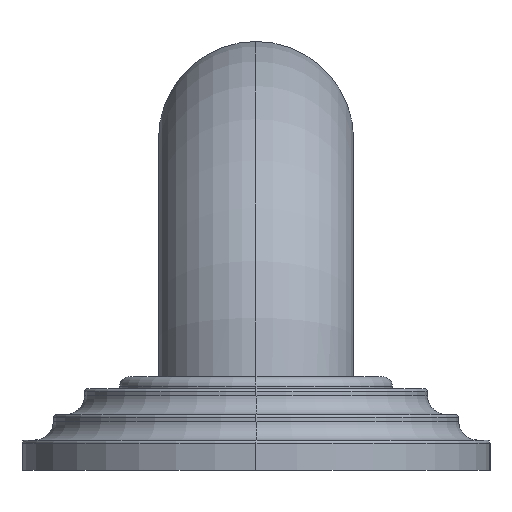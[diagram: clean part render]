
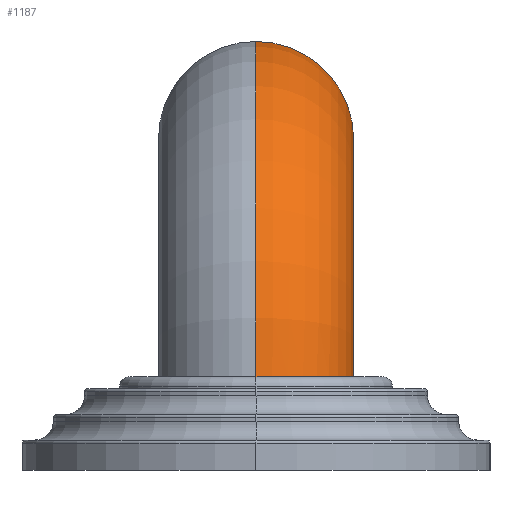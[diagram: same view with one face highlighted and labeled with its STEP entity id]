
A CAD part, left-side view. The second image highlights one B-rep face of the part: STEP entity #1187.
In plain terms, the highlighted toroidal (fillet/blend) face has major radius 41.275 mm and minor radius 15.875 mm.
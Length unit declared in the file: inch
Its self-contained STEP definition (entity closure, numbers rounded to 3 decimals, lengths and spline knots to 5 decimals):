
#322=CARTESIAN_POINT('',(-7.375,0.,2.125));
#323=DIRECTION('',(1.,0.,0.));
#324=DIRECTION('',(0.,0.,1.));
#325=AXIS2_PLACEMENT_3D('',#322,#323,#324);
#331=CARTESIAN_POINT('',(-7.375,0.,0.5));
#332=DIRECTION('',(0.,1.,0.));
#333=DIRECTION('',(-0.999,0.,0.044));
#334=AXIS2_PLACEMENT_3D('',#331,#332,#333);
#336=CARTESIAN_POINT('',(-8.36999,0.,0.6));
#368=CARTESIAN_POINT('',(-9.62278,0.,0.6));
#370=CARTESIAN_POINT('',(-9.62278,0.,0.6));
#371=CARTESIAN_POINT('',(-9.62278,-0.02186,0.6));
#372=CARTESIAN_POINT('',(-9.6205,-0.06533,0.6));
#373=CARTESIAN_POINT('',(-9.61023,-0.13014,0.6));
#374=CARTESIAN_POINT('',(-9.59329,-0.19333,0.6));
#375=CARTESIAN_POINT('',(-9.56976,-0.25461,0.6));
#376=CARTESIAN_POINT('',(-9.54006,-0.31288,0.6));
#377=CARTESIAN_POINT('',(-9.50427,-0.36796,0.6));
#378=CARTESIAN_POINT('',(-9.4631,-0.41878,0.6));
#379=CARTESIAN_POINT('',(-9.4166,-0.46525,0.6));
#380=CARTESIAN_POINT('',(-9.36574,-0.50641,0.6));
#381=CARTESIAN_POINT('',(-9.31057,-0.54221,0.6));
#382=CARTESIAN_POINT('',(-9.2522,-0.57193,0.6));
#383=CARTESIAN_POINT('',(-9.19079,-0.59548,0.6));
#384=CARTESIAN_POINT('',(-9.12742,-0.61244,0.6));
#385=CARTESIAN_POINT('',(-9.06246,-0.62272,0.6));
#386=CARTESIAN_POINT('',(-8.99682,-0.62614,0.6));
#387=CARTESIAN_POINT('',(-8.93119,-0.6227,0.6));
#388=CARTESIAN_POINT('',(-8.86617,-0.6124,0.6));
#389=CARTESIAN_POINT('',(-8.8027,-0.5954,0.6));
#390=CARTESIAN_POINT('',(-8.74117,-0.57179,0.6));
#391=CARTESIAN_POINT('',(-8.68266,-0.542,0.6));
#392=CARTESIAN_POINT('',(-8.62736,-0.50611,0.6));
#393=CARTESIAN_POINT('',(-8.57637,-0.46486,0.6));
#394=CARTESIAN_POINT('',(-8.52977,-0.41831,0.6));
#395=CARTESIAN_POINT('',(-8.48852,-0.36743,0.6));
#396=CARTESIAN_POINT('',(-8.45268,-0.31231,0.6));
#397=CARTESIAN_POINT('',(-8.42297,-0.25407,0.6));
#398=CARTESIAN_POINT('',(-8.39944,-0.19287,0.6));
#399=CARTESIAN_POINT('',(-8.38252,-0.12981,0.6));
#400=CARTESIAN_POINT('',(-8.37226,-0.06515,0.6));
#401=CARTESIAN_POINT('',(-8.36999,-0.0218,0.6));
#402=CARTESIAN_POINT('',(-8.36999,0.,0.6));
#636=CARTESIAN_POINT('',(-7.375,0.,0.5));
#637=DIRECTION('',(0.,1.,0.));
#638=DIRECTION('',(-0.995,0.,0.1));
#639=AXIS2_PLACEMENT_3D('',#636,#637,#638);
#762=CARTESIAN_POINT('',(-7.375,0.,1.5));
#763=CARTESIAN_POINT('',(-7.375,0.,2.75));
#764=VERTEX_POINT('',#762);
#765=VERTEX_POINT('',#763);
#772=VERTEX_POINT('',#336);
#773=VERTEX_POINT('',#368);
#1173=CARTESIAN_POINT('',(-7.375,0.,0.5));
#1174=DIRECTION('',(0.,1.,0.));
#1175=DIRECTION('',(1.,0.,0.));
#1176=AXIS2_PLACEMENT_3D('',#1173,#1174,#1175);
#1177=TOROIDAL_SURFACE('',#1176,1.625,0.625);
#1179=ORIENTED_EDGE('',*,*,#1178,.F.);
#1181=ORIENTED_EDGE('',*,*,#1180,.T.);
#1182=ORIENTED_EDGE('',*,*,#1163,.T.);
#1184=ORIENTED_EDGE('',*,*,#1183,.F.);
#1185=EDGE_LOOP('',(#1179,#1181,#1182,#1184));
#1186=FACE_OUTER_BOUND('',#1185,.F.);
#1187=ADVANCED_FACE('',(#1186),#1177,.T.);
#326=CIRCLE('',#325,0.625);
#335=CIRCLE('',#334,2.25);
#403=B_SPLINE_CURVE_WITH_KNOTS('',3,(#370,#371,#372,#373,#374,#375,#376,#377,
#378,#379,#380,#381,#382,#383,#384,#385,#386,#387,#388,#389,#390,#391,#392,#393,
#394,#395,#396,#397,#398,#399,#400,#401,#402),.UNSPECIFIED.,.F.,.F.,(4,1,1,1,1,
1,1,1,1,1,1,1,1,1,1,1,1,1,1,1,1,1,1,1,1,1,1,1,1,1,4),(0.,0.03333,
0.06667,0.1,0.13333,0.16667,0.2,
0.23333,0.26667,0.3,0.33333,0.36667,
0.4,0.43333,0.46667,0.5,0.53333,
0.56667,0.6,0.63333,0.66667,0.7,
0.73333,0.76667,0.8,0.83333,0.86667,
0.9,0.93333,0.96667,1.),.UNSPECIFIED.);
#640=CIRCLE('',#639,1.);
#1163=EDGE_CURVE('',#765,#764,#326,.T.);
#1178=EDGE_CURVE('',#773,#772,#403,.T.);
#1180=EDGE_CURVE('',#773,#765,#335,.T.);
#1183=EDGE_CURVE('',#772,#764,#640,.T.);
